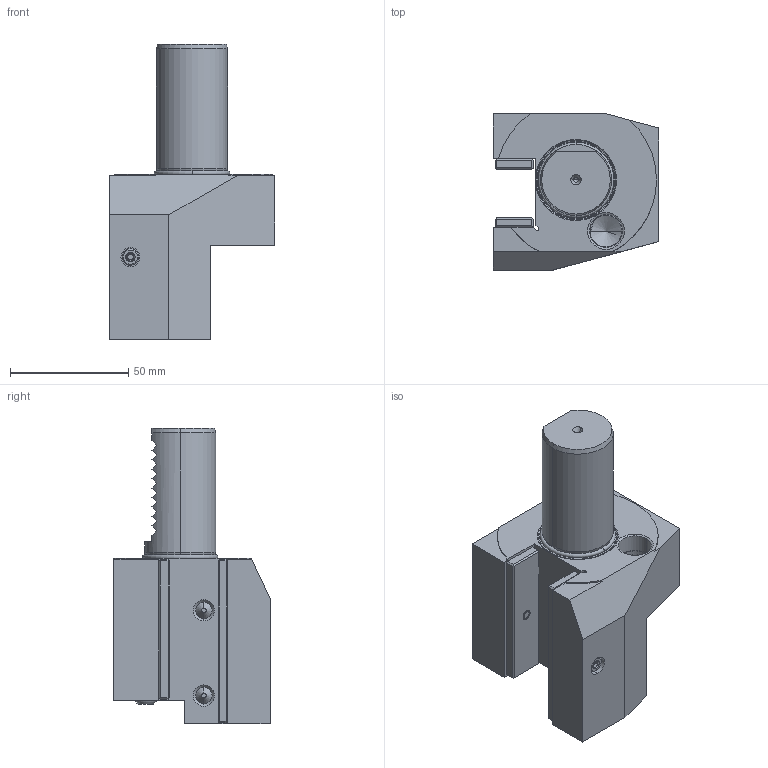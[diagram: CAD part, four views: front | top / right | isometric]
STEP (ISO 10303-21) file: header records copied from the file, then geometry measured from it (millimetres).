
FILE_DESCRIPTION((''),'2;1');
FILE_NAME('309_41_20','2020-11-09T',('101107'),(''),'CREO PARAMETRIC BY PTC INC, 2016260','CREO PARAMETRIC BY PTC INC, 2016260','');
FILE_SCHEMA(('CONFIG_CONTROL_DESIGN'));
Length unit declared in the file: millimetre
Products named in the file (1): 309_41_20
Bounding box: 70 x 66 x 125 mm (x, y, z)
Volume: 226726.8 mm3; surface area: 39236.4 mm2
Topology: 2 solids, 8 shells, 425 faces, 997 edges, 599 vertices
Faces by surface type: plane 167, cone 159, cylinder 81, sphere 6, torus 6, revolution 4, bspline 2
Entity records: 13307 total; most frequent: CARTESIAN_POINT 3701, DIRECTION 2001, ORIENTED_EDGE 1962, EDGE_CURVE 981, AXIS2_PLACEMENT_3D 761, VERTEX_POINT 599, VECTOR 475, LINE 475
